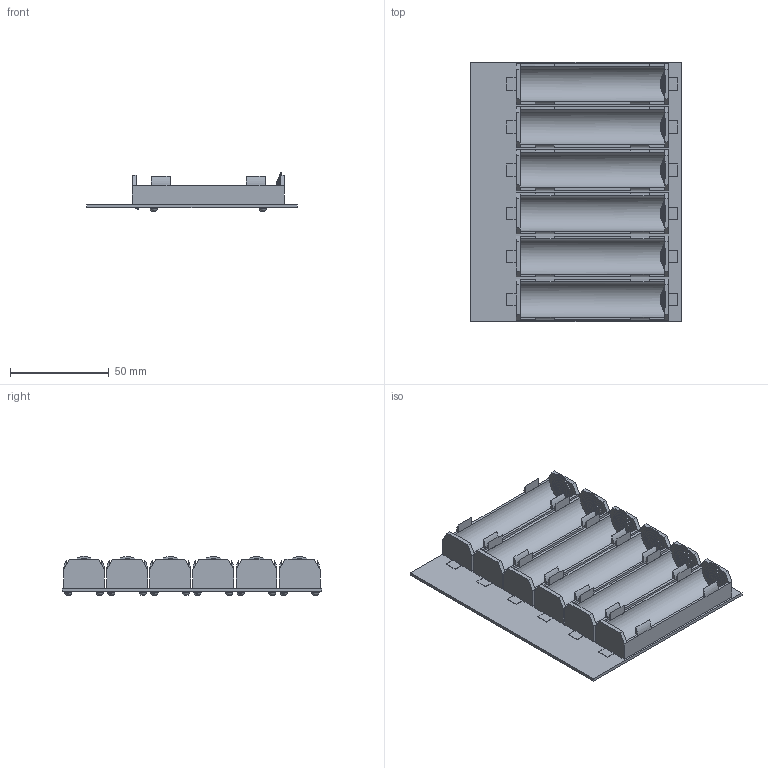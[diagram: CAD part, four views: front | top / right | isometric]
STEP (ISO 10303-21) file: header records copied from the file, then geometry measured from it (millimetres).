
FILE_DESCRIPTION(('KiCad electronic assembly'),'2;1');
FILE_NAME('Mark-3.step','2025-10-03T13:31:30',('Pcbnew'),('Kicad'), 'Open CASCADE STEP processor 7.9','KiCad to STEP converter','Unknown' );
FILE_SCHEMA(('AUTOMOTIVE_DESIGN { 1 0 10303 214 1 1 1 1 }'));
Length unit declared in the file: millimetre
Products named in the file (3): Mark-3 1; BatteryHolder_Keystone_1042_1x18650; Mark-3_PCB
Assembly tree (7 placements, depth 2):
  Mark-3 1
    BatteryHolder_Keystone_1042_1x18650  x6
    Mark-3_PCB
Bounding box: 106.2 x 131.2 x 19.83 mm (x, y, z)
Volume: 57314.5 mm3; surface area: 72833.9 mm2
Topology: 55 solids, 55 shells, 540 faces, 1206 edges, 770 vertices
Faces by surface type: plane 378, cylinder 144, revolution 18
Full cylindrical faces by diameter (mm): 0.02 x6, 1.57 x6, 2.39 x6, 2.4 x6, 3.45 x12, 3.68 x12, 4.8 x12, 7.2 x12, 9.6 x12, 12 x6
Entity records: 3938 total; most frequent: DIRECTION 579, CARTESIAN_POINT 569, ORIENTED_EDGE 512, EDGE_CURVE 256, AXIS2_PLACEMENT_3D 205, LINE 166, VECTOR 166, VERTEX_POINT 165
